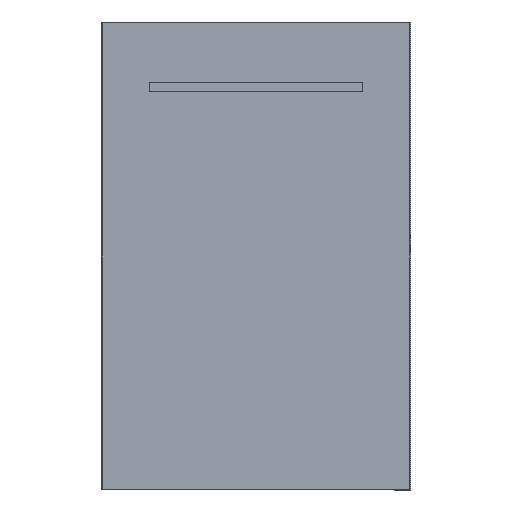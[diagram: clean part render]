
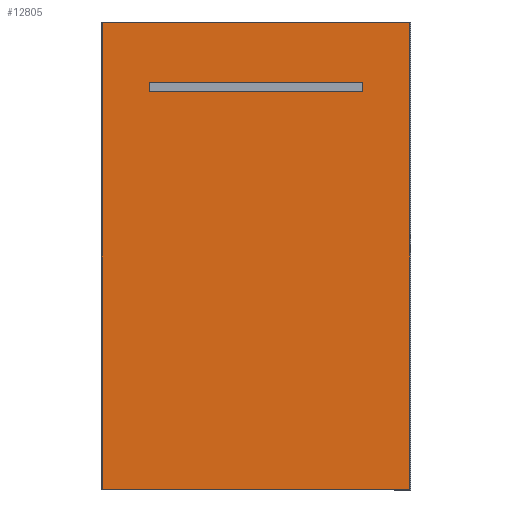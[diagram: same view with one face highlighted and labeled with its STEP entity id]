
A CAD part, front view. The second image highlights one B-rep face of the part: STEP entity #12805.
In plain terms, the highlighted planar face has unit normal (0, -1, 0).
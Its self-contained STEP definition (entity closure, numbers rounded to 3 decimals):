
#1027=FACE_OUTER_BOUND('',#1745,.T.);
#1745=EDGE_LOOP('',(#8527,#8528,#8529,#8530));
#2496=LINE('',#18353,#3930);
#2498=LINE('',#18359,#3932);
#2501=LINE('',#18364,#3935);
#2502=LINE('',#18365,#3936);
#3930=VECTOR('',#14671,338.);
#3932=VECTOR('',#14675,338.);
#3935=VECTOR('',#14680,512.);
#3936=VECTOR('',#14681,512.);
#5361=VERTEX_POINT('',#18346);
#5364=VERTEX_POINT('',#18351);
#5366=VERTEX_POINT('',#18356);
#5367=VERTEX_POINT('',#18358);
#6620=EDGE_CURVE('',#5364,#5361,#2496,.T.);
#6622=EDGE_CURVE('',#5366,#5367,#2498,.T.);
#6625=EDGE_CURVE('',#5364,#5367,#2501,.T.);
#6626=EDGE_CURVE('',#5361,#5366,#2502,.T.);
#8527=ORIENTED_EDGE('',*,*,#6625,.T.);
#8528=ORIENTED_EDGE('',*,*,#6622,.F.);
#8529=ORIENTED_EDGE('',*,*,#6626,.F.);
#8530=ORIENTED_EDGE('',*,*,#6620,.F.);
#12325=PLANE('',#13544);
#12805=ADVANCED_FACE('',(#1027),#12325,.F.);
#13544=AXIS2_PLACEMENT_3D('',#18363,#14678,#14679);
#14671=DIRECTION('',(-1.,0.,0.));
#14675=DIRECTION('',(1.,0.,0.));
#14678=DIRECTION('center_axis',(0.,1.,0.));
#14679=DIRECTION('ref_axis',(0.,0.,-1.));
#14680=DIRECTION('',(0.,0.,1.));
#14681=DIRECTION('',(0.,0.,1.));
#18346=CARTESIAN_POINT('',(1.,-202.,1.));
#18351=CARTESIAN_POINT('',(339.,-202.,1.));
#18353=CARTESIAN_POINT('',(170.,-202.,1.));
#18356=CARTESIAN_POINT('',(1.,-202.,513.));
#18358=CARTESIAN_POINT('',(339.,-202.,513.));
#18359=CARTESIAN_POINT('',(170.,-202.,513.));
#18363=CARTESIAN_POINT('Origin',(170.,-202.,257.));
#18364=CARTESIAN_POINT('',(339.,-202.,257.));
#18365=CARTESIAN_POINT('',(1.,-202.,257.));
